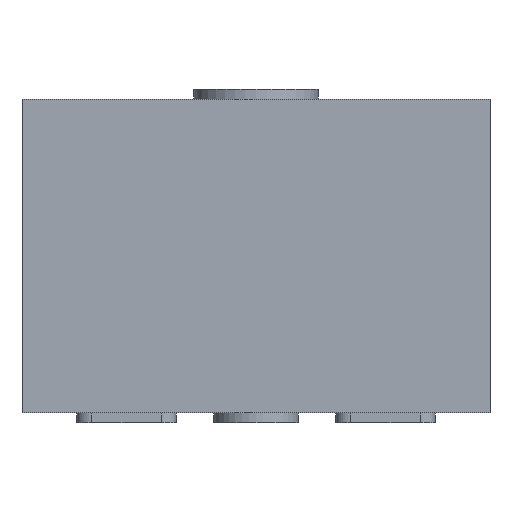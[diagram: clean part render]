
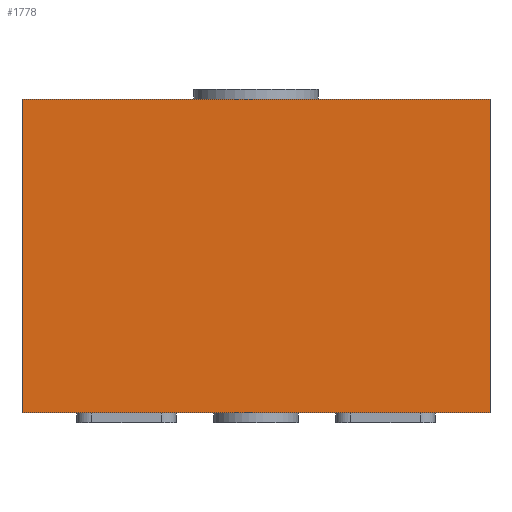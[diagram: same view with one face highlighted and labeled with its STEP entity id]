
A CAD part, front view. The second image highlights one B-rep face of the part: STEP entity #1778.
In plain terms, the highlighted planar face has unit normal (0, -1, 0).
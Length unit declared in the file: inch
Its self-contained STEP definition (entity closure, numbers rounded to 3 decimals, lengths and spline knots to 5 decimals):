
#8 = CARTESIAN_POINT ( 'NONE',  ( 0.0185, -0.03327, 0.02559 ) ) ;
#237 = VECTOR ( 'NONE', #834, 39.37008 ) ;
#306 = FACE_OUTER_BOUND ( 'NONE', #2324, .T. ) ;
#315 = VERTEX_POINT ( 'NONE', #1245 ) ;
#348 = ORIENTED_EDGE ( 'NONE', *, *, #1953, .F. ) ;
#382 = EDGE_CURVE ( 'NONE', #478, #2553, #1270, .T. ) ;
#449 = DIRECTION ( 'NONE',  ( 0., 0., -1. ) ) ;
#478 = VERTEX_POINT ( 'NONE', #8 ) ;
#509 = VECTOR ( 'NONE', #449, 39.37008 ) ;
#714 = VECTOR ( 'NONE', #1160, 39.37008 ) ;
#719 = ORIENTED_EDGE ( 'NONE', *, *, #1313, .F. ) ;
#720 = VERTEX_POINT ( 'NONE', #2448 ) ;
#722 = PLANE ( 'NONE',  #1409 ) ;
#749 = ORIENTED_EDGE ( 'NONE', *, *, #382, .T. ) ;
#834 = DIRECTION ( 'NONE',  ( -1., 0., 0. ) ) ;
#1124 = DIRECTION ( 'NONE',  ( 0., -1., 0. ) ) ;
#1160 = DIRECTION ( 'NONE',  ( 0., 0., -1. ) ) ;
#1231 = DIRECTION ( 'NONE',  ( -1., 0., 0. ) ) ;
#1245 = CARTESIAN_POINT ( 'NONE',  ( 0.0185, -0.03327, 0.00079 ) ) ;
#1270 = LINE ( 'NONE', #1436, #237 ) ;
#1313 = EDGE_CURVE ( 'NONE', #478, #315, #1488, .T. ) ;
#1337 = CARTESIAN_POINT ( 'NONE',  ( -0.00748, -0.03327, 0.02559 ) ) ;
#1409 = AXIS2_PLACEMENT_3D ( 'NONE', #1337, #1124, #1536 ) ;
#1436 = CARTESIAN_POINT ( 'NONE',  ( -0.00748, -0.03327, 0.02559 ) ) ;
#1488 = LINE ( 'NONE', #2273, #714 ) ;
#1490 = CARTESIAN_POINT ( 'NONE',  ( -0.0185, -0.03327, 0.02559 ) ) ;
#1536 = DIRECTION ( 'NONE',  ( 0., 0., -1. ) ) ;
#1640 = LINE ( 'NONE', #2058, #509 ) ;
#1649 = EDGE_CURVE ( 'NONE', #2553, #720, #1640, .T. ) ;
#1778 = ADVANCED_FACE ( 'NONE', ( #306 ), #722, .T. ) ;
#1953 = EDGE_CURVE ( 'NONE', #315, #720, #2475, .T. ) ;
#1988 = CARTESIAN_POINT ( 'NONE',  ( -0.00748, -0.03327, 0.00079 ) ) ;
#2058 = CARTESIAN_POINT ( 'NONE',  ( -0.0185, -0.03327, 0.02559 ) ) ;
#2060 = ORIENTED_EDGE ( 'NONE', *, *, #1649, .T. ) ;
#2273 = CARTESIAN_POINT ( 'NONE',  ( 0.0185, -0.03327, 0.02559 ) ) ;
#2324 = EDGE_LOOP ( 'NONE', ( #348, #719, #749, #2060 ) ) ;
#2335 = VECTOR ( 'NONE', #1231, 39.37008 ) ;
#2448 = CARTESIAN_POINT ( 'NONE',  ( -0.0185, -0.03327, 0.00079 ) ) ;
#2475 = LINE ( 'NONE', #1988, #2335 ) ;
#2553 = VERTEX_POINT ( 'NONE', #1490 ) ;
